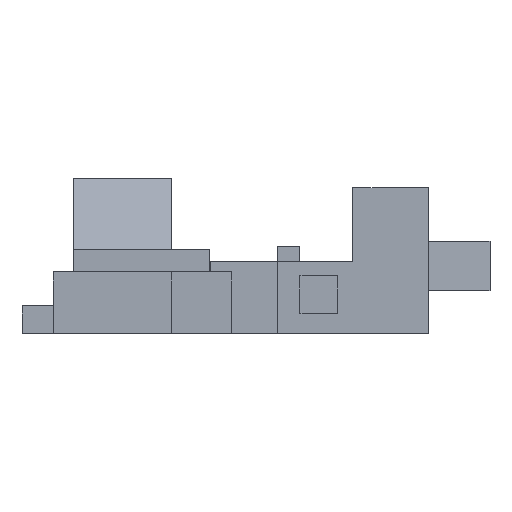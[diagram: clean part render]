
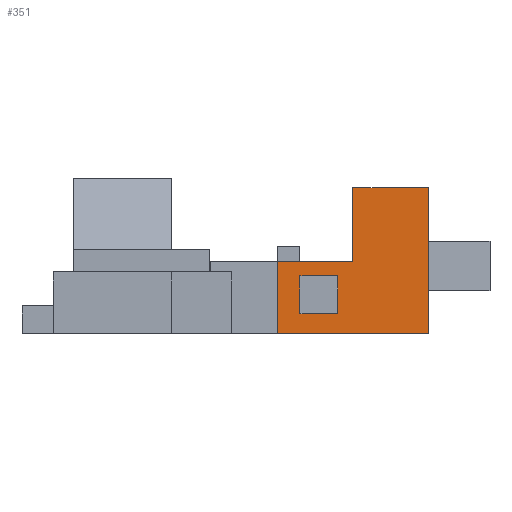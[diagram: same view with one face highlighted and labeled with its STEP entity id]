
A CAD part, left-side view. The second image highlights one B-rep face of the part: STEP entity #351.
In plain terms, the highlighted planar face has unit normal (-1, 0, 0).
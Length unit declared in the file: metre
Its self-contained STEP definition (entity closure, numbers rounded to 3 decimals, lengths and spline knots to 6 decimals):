
#351=ADVANCED_FACE('0:74',(#477,#478),#479,.T.);
#477=FACE_OUTER_BOUND('',#645,.T.);
#478=FACE_BOUND('',#646,.T.);
#479=PLANE('',#647);
#645=EDGE_LOOP('',(#946,#947,#948,#949,#950,#951));
#646=EDGE_LOOP('',(#952,#953,#954,#955));
#647=AXIS2_PLACEMENT_3D('',#956,#957,#958);
#946=ORIENTED_EDGE('',*,*,#1434,.T.);
#947=ORIENTED_EDGE('',*,*,#1435,.F.);
#948=ORIENTED_EDGE('',*,*,#1436,.T.);
#949=ORIENTED_EDGE('',*,*,#1437,.F.);
#950=ORIENTED_EDGE('',*,*,#1438,.F.);
#951=ORIENTED_EDGE('',*,*,#1439,.T.);
#952=ORIENTED_EDGE('',*,*,#1431,.T.);
#953=ORIENTED_EDGE('',*,*,#1418,.T.);
#954=ORIENTED_EDGE('',*,*,#1433,.T.);
#955=ORIENTED_EDGE('',*,*,#1425,.T.);
#956=CARTESIAN_POINT('',(-0.01,0.0,0.0));
#957=DIRECTION('',(-1.0,-0.0,0.0));
#958=DIRECTION('',(0.0,0.0,1.0));
#1418=EDGE_CURVE('0:154',#1648,#1646,#1649,.T.);
#1425=EDGE_CURVE('0:175',#1660,#1658,#1661,.T.);
#1431=EDGE_CURVE('0:193',#1658,#1648,#1670,.T.);
#1433=EDGE_CURVE('0:199',#1646,#1660,#1672,.T.);
#1434=EDGE_CURVE('0:202',#1673,#1674,#1675,.F.);
#1435=EDGE_CURVE('0:205',#1676,#1674,#1677,.T.);
#1436=EDGE_CURVE('0:208',#1676,#1678,#1679,.T.);
#1437=EDGE_CURVE('0:211',#1680,#1678,#1681,.T.);
#1438=EDGE_CURVE('0:214',#1682,#1680,#1683,.T.);
#1439=EDGE_CURVE('0:217',#1682,#1673,#1684,.T.);
#1646=VERTEX_POINT('',#1997);
#1648=VERTEX_POINT('',#2000);
#1649=LINE('',#2001,#2002);
#1658=VERTEX_POINT('',#2016);
#1660=VERTEX_POINT('',#2019);
#1661=LINE('',#2020,#2021);
#1670=LINE('',#2035,#2036);
#1672=LINE('',#2039,#2040);
#1673=VERTEX_POINT('',#2041);
#1674=VERTEX_POINT('',#2042);
#1675=LINE('',#2043,#2044);
#1676=VERTEX_POINT('',#2045);
#1677=LINE('',#2046,#2047);
#1678=VERTEX_POINT('',#2048);
#1679=LINE('',#2049,#2050);
#1680=VERTEX_POINT('',#2051);
#1681=LINE('',#2052,#2053);
#1682=VERTEX_POINT('',#2054);
#1683=LINE('',#2055,#2056);
#1684=LINE('',#2057,#2058);
#1997=CARTESIAN_POINT('',(-0.01,0.002,0.00767));
#2000=CARTESIAN_POINT('',(-0.01,0.007,0.00767));
#2001=CARTESIAN_POINT('',(-0.01,0.007,0.00767));
#2002=VECTOR('',#2433,1.0);
#2016=CARTESIAN_POINT('',(-0.01,0.007,0.00267));
#2019=CARTESIAN_POINT('',(-0.01,0.002,0.00267));
#2020=CARTESIAN_POINT('',(-0.01,0.002,0.00267));
#2021=VECTOR('',#2440,1.0);
#2035=CARTESIAN_POINT('',(-0.01,0.007,0.00267));
#2036=VECTOR('',#2446,1.0);
#2039=CARTESIAN_POINT('',(-0.01,0.002,0.00767));
#2040=VECTOR('',#2448,1.0);
#2041=CARTESIAN_POINT('',(-0.01,-0.01,0.01934));
#2042=CARTESIAN_POINT('',(-0.01,0.0,0.01934));
#2043=CARTESIAN_POINT('',(-0.01,0.0,0.01934));
#2044=VECTOR('',#2449,1.0);
#2045=CARTESIAN_POINT('',(-0.01,0.0,0.00954));
#2046=CARTESIAN_POINT('',(-0.01,0.0,0.00477));
#2047=VECTOR('',#2450,1.0);
#2048=CARTESIAN_POINT('',(-0.01,0.01,0.00954));
#2049=CARTESIAN_POINT('',(-0.01,-0.01,0.00954));
#2050=VECTOR('',#2451,1.0);
#2051=CARTESIAN_POINT('',(-0.01,0.01,0.0));
#2052=CARTESIAN_POINT('',(-0.01,0.01,0.0));
#2053=VECTOR('',#2452,1.0);
#2054=CARTESIAN_POINT('',(-0.01,-0.01,0.0));
#2055=CARTESIAN_POINT('',(-0.01,-0.01,0.0));
#2056=VECTOR('',#2453,1.0);
#2057=CARTESIAN_POINT('',(-0.01,-0.01,0.0));
#2058=VECTOR('',#2454,1.0);
#2433=DIRECTION('',(0.0,-1.0,0.0));
#2440=DIRECTION('',(0.0,1.0,0.0));
#2446=DIRECTION('',(0.0,0.0,1.0));
#2448=DIRECTION('',(0.0,0.0,-1.0));
#2449=DIRECTION('',(0.0,-1.0,0.0));
#2450=DIRECTION('',(0.0,-0.0,1.0));
#2451=DIRECTION('',(0.0,1.0,0.0));
#2452=DIRECTION('',(0.0,0.0,1.0));
#2453=DIRECTION('',(0.0,1.0,0.0));
#2454=DIRECTION('',(0.0,0.0,1.0));
